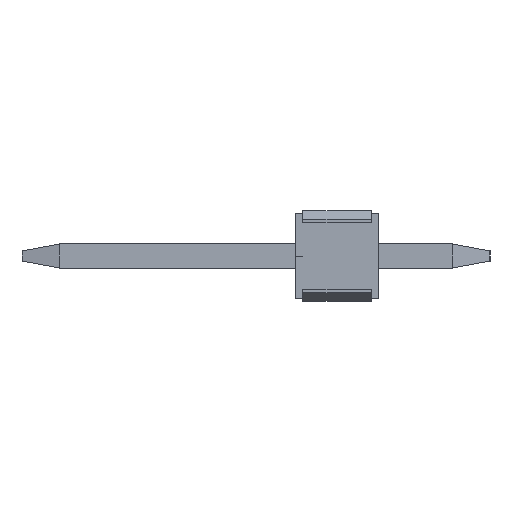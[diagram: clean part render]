
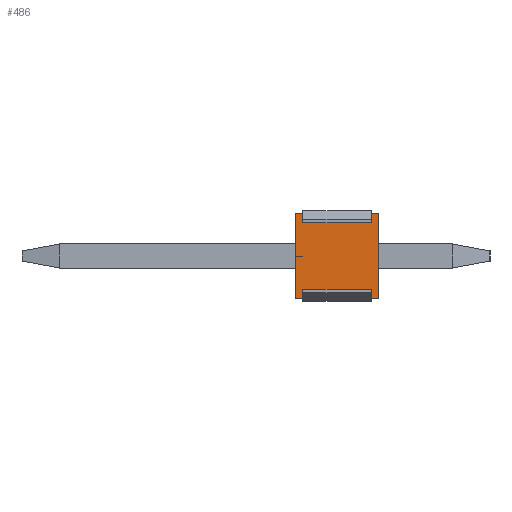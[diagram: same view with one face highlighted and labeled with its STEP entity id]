
A CAD part, left-side view. The second image highlights one B-rep face of the part: STEP entity #486.
In plain terms, the highlighted planar face has unit normal (-1, 0, 0).
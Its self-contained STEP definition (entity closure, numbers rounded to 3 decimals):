
#486=ADVANCED_FACE('',(#2298),#2299,.T.);
#2298=FACE_OUTER_BOUND('',#5102,.T.);
#2299=PLANE('',#5103);
#5102=EDGE_LOOP('',(#10491,#10492,#10493,#10494,#10495,#10496,#10497,#10498,#10499,#10500,#10501,#10502));
#5103=AXIS2_PLACEMENT_3D('',#10503,#10504,#10505);
#10491=ORIENTED_EDGE('',*,*,#18907,.T.);
#10492=ORIENTED_EDGE('',*,*,#18908,.F.);
#10493=ORIENTED_EDGE('',*,*,#18909,.T.);
#10494=ORIENTED_EDGE('',*,*,#18910,.T.);
#10495=ORIENTED_EDGE('',*,*,#18911,.T.);
#10496=ORIENTED_EDGE('',*,*,#18912,.F.);
#10497=ORIENTED_EDGE('',*,*,#18913,.F.);
#10498=ORIENTED_EDGE('',*,*,#17846,.T.);
#10499=ORIENTED_EDGE('',*,*,#18520,.T.);
#10500=ORIENTED_EDGE('',*,*,#18761,.T.);
#10501=ORIENTED_EDGE('',*,*,#18859,.T.);
#10502=ORIENTED_EDGE('',*,*,#18004,.T.);
#10503=CARTESIAN_POINT('',(-30.163,0.0,0.0));
#10504=DIRECTION('',(-1.0,0.0,0.0));
#10505=DIRECTION('',(0.0,0.0,1.0));
#17846=EDGE_CURVE('',#21496,#21497,#21498,.T.);
#18004=EDGE_CURVE('',#21810,#21808,#21811,.T.);
#18520=EDGE_CURVE('',#21497,#22747,#22749,.T.);
#18761=EDGE_CURVE('',#22747,#23132,#23134,.T.);
#18859=EDGE_CURVE('',#23132,#21810,#23233,.T.);
#18907=EDGE_CURVE('',#21808,#23281,#23282,.T.);
#18908=EDGE_CURVE('',#23283,#23281,#23284,.T.);
#18909=EDGE_CURVE('',#23283,#23285,#23286,.T.);
#18910=EDGE_CURVE('',#23285,#23287,#23288,.T.);
#18911=EDGE_CURVE('',#23287,#23289,#23290,.T.);
#18912=EDGE_CURVE('',#23291,#23289,#23292,.T.);
#18913=EDGE_CURVE('',#21496,#23291,#23293,.T.);
#21496=VERTEX_POINT('',#27042);
#21497=VERTEX_POINT('',#27043);
#21498=LINE('',#27044,#27045);
#21808=VERTEX_POINT('',#27510);
#21810=VERTEX_POINT('',#27513);
#21811=LINE('',#27514,#27515);
#22747=VERTEX_POINT('',#28918);
#22749=LINE('',#28921,#28922);
#23132=VERTEX_POINT('',#29497);
#23134=LINE('',#29500,#29501);
#23233=LINE('',#29696,#29697);
#23281=VERTEX_POINT('',#29792);
#23282=LINE('',#29793,#29794);
#23283=VERTEX_POINT('',#29795);
#23284=LINE('',#29796,#29797);
#23285=VERTEX_POINT('',#29798);
#23286=LINE('',#29799,#29800);
#23287=VERTEX_POINT('',#29801);
#23288=LINE('',#29802,#29803);
#23289=VERTEX_POINT('',#29804);
#23290=LINE('',#29805,#29806);
#23291=VERTEX_POINT('',#29807);
#23292=LINE('',#29808,#29809);
#23293=LINE('',#29810,#29811);
#27042=CARTESIAN_POINT('',(-30.163,0.94,0.914));
#27043=CARTESIAN_POINT('',(-30.163,0.94,1.168));
#27044=CARTESIAN_POINT('',(-30.163,0.94,0.914));
#27045=VECTOR('',#35374,0.254);
#27510=CARTESIAN_POINT('',(-30.163,0.94,-0.914));
#27513=CARTESIAN_POINT('',(-30.163,0.94,-1.168));
#27514=CARTESIAN_POINT('',(-30.163,0.94,-1.168));
#27515=VECTOR('',#35534,0.254);
#28918=CARTESIAN_POINT('',(-30.163,1.143,1.168));
#28921=CARTESIAN_POINT('',(-30.163,0.94,1.168));
#28922=VECTOR('',#36144,0.203);
#29497=CARTESIAN_POINT('',(-30.163,1.143,-1.168));
#29500=CARTESIAN_POINT('',(-30.163,1.143,1.168));
#29501=VECTOR('',#36479,2.337);
#29696=CARTESIAN_POINT('',(-30.163,1.143,-1.168));
#29697=VECTOR('',#36579,0.203);
#29792=CARTESIAN_POINT('',(-30.163,-0.94,-0.914));
#29793=CARTESIAN_POINT('',(-30.163,0.94,-0.914));
#29794=VECTOR('',#36627,1.88);
#29795=CARTESIAN_POINT('',(-30.163,-0.94,-1.168));
#29796=CARTESIAN_POINT('',(-30.163,-0.94,-1.168));
#29797=VECTOR('',#36628,0.254);
#29798=CARTESIAN_POINT('',(-30.163,-1.143,-1.168));
#29799=CARTESIAN_POINT('',(-30.163,-0.94,-1.168));
#29800=VECTOR('',#36629,0.203);
#29801=CARTESIAN_POINT('',(-30.163,-1.143,1.168));
#29802=CARTESIAN_POINT('',(-30.163,-1.143,-1.168));
#29803=VECTOR('',#36630,2.337);
#29804=CARTESIAN_POINT('',(-30.163,-0.94,1.168));
#29805=CARTESIAN_POINT('',(-30.163,-1.143,1.168));
#29806=VECTOR('',#36631,0.203);
#29807=CARTESIAN_POINT('',(-30.163,-0.94,0.914));
#29808=CARTESIAN_POINT('',(-30.163,-0.94,0.914));
#29809=VECTOR('',#36632,0.254);
#29810=CARTESIAN_POINT('',(-30.163,0.94,0.914));
#29811=VECTOR('',#36633,1.88);
#35374=DIRECTION('',(0.0,0.0,1.0));
#35534=DIRECTION('',(0.0,0.0,1.0));
#36144=DIRECTION('',(0.0,1.0,0.0));
#36479=DIRECTION('',(0.0,0.0,-1.0));
#36579=DIRECTION('',(0.0,-1.0,0.0));
#36627=DIRECTION('',(0.0,-1.0,0.0));
#36628=DIRECTION('',(0.0,0.0,1.0));
#36629=DIRECTION('',(0.0,-1.0,0.0));
#36630=DIRECTION('',(0.0,0.0,1.0));
#36631=DIRECTION('',(0.0,1.0,0.0));
#36632=DIRECTION('',(0.0,0.0,1.0));
#36633=DIRECTION('',(0.0,-1.0,0.0));
